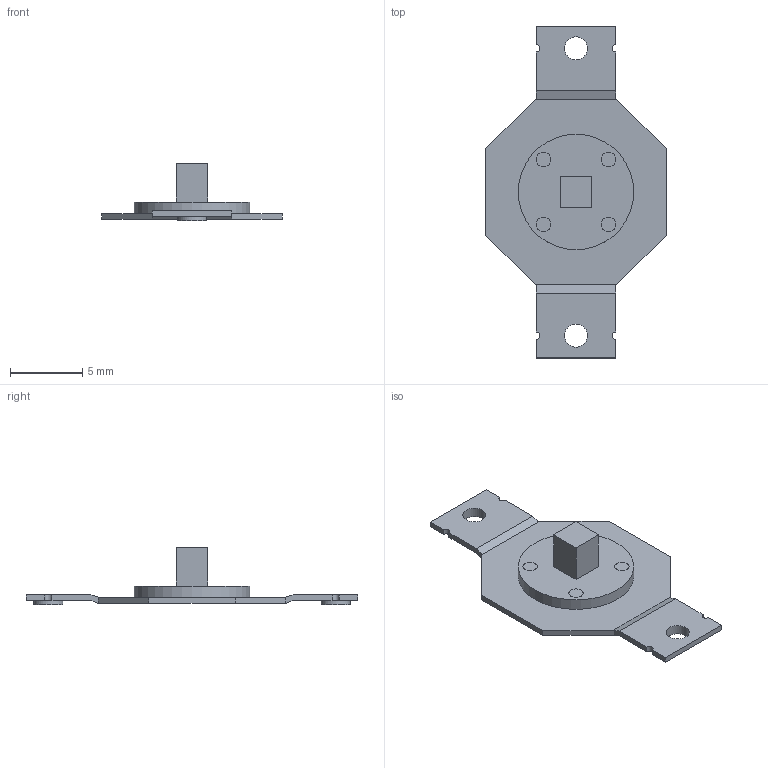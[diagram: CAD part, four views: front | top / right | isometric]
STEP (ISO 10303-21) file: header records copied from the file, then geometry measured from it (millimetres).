
FILE_DESCRIPTION(('Open CASCADE Model'),'2;1');
FILE_NAME('Open CASCADE Shape Model','2024-06-21T22:31:05',('Author'),( 'Open CASCADE'),'Open CASCADE STEP processor 7.7','Open CASCADE 7.7' ,'Unknown');
FILE_SCHEMA(('AUTOMOTIVE_DESIGN { 1 0 10303 214 1 1 1 1 }'));
Length unit declared in the file: millimetre
Products named in the file (13): =>[0:1:1:2]; TrackPoint; TrackPoint Sensor - Metal Frame; SOLID; TrackPoint Sensor - Round Platform; TrackPoint Sensor - White Cap Adapter; TrackPoint Sensos - Platform Screws
Assembly tree (12 placements, depth 4):
  =>[0:1:1:2]
    TrackPoint
      TrackPoint Sensor - Metal Frame
        SOLID
      TrackPoint Sensor - Round Platform
        SOLID
      TrackPoint Sensor - White Cap Adapter
        SOLID
      TrackPoint Sensos - Platform Screws
        SOLID
        SOLID
        SOLID
        SOLID
Bounding box: 12.5 x 23 x 4 mm (x, y, z)
Volume: 129.4 mm3; surface area: 591.6 mm2
Topology: 7 solids, 7 shells, 69 faces, 151 edges, 98 vertices
Faces by surface type: plane 44, cylinder 21, cone 4
Full cylindrical faces by diameter (mm): 1 x12, 1.6 x2, 2 x2, 8 x1
Entity records: 4179 total; most frequent: CARTESIAN_POINT 761, DIRECTION 615, LINE 333, VECTOR 333, ORIENTED_EDGE 302, PCURVE 302, DEFINITIONAL_REPRESENTATION 302, EDGE_CURVE 151
